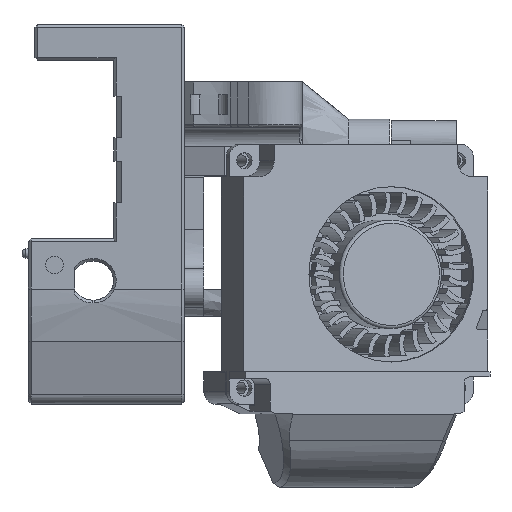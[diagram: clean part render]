
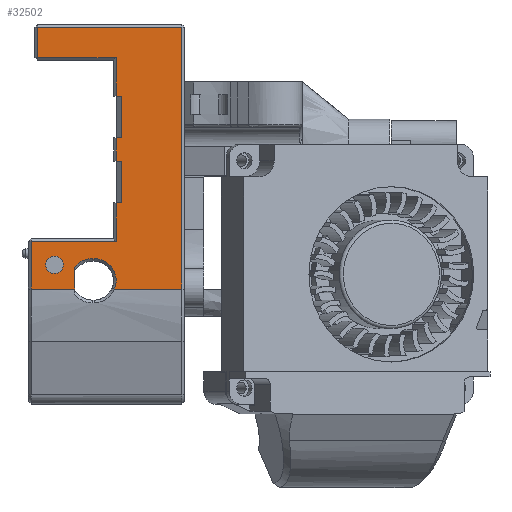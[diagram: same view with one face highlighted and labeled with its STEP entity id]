
A CAD part, left-side view. The second image highlights one B-rep face of the part: STEP entity #32502.
In plain terms, the highlighted planar face has unit normal (-1, 0, 0).
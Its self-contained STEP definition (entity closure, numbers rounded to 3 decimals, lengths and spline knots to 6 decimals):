
#609=CIRCLE('',#33897,0.0034);
#611=CIRCLE('',#33901,0.0034);
#740=CIRCLE('',#34214,0.00135);
#2125=PLANE('',#34599);
#5745=ORIENTED_EDGE('',*,*,#13181,.F.);
#5746=ORIENTED_EDGE('',*,*,#13146,.T.);
#5747=ORIENTED_EDGE('',*,*,#13143,.T.);
#5748=ORIENTED_EDGE('',*,*,#13140,.T.);
#5749=ORIENTED_EDGE('',*,*,#13137,.T.);
#5750=ORIENTED_EDGE('',*,*,#14362,.F.);
#5751=ORIENTED_EDGE('',*,*,#13639,.F.);
#5752=ORIENTED_EDGE('',*,*,#13637,.F.);
#5753=ORIENTED_EDGE('',*,*,#13678,.F.);
#5754=ORIENTED_EDGE('',*,*,#13626,.F.);
#5755=ORIENTED_EDGE('',*,*,#13621,.F.);
#5756=ORIENTED_EDGE('',*,*,#13843,.T.);
#5757=ORIENTED_EDGE('',*,*,#14211,.T.);
#5758=ORIENTED_EDGE('',*,*,#13439,.T.);
#5759=ORIENTED_EDGE('',*,*,#13435,.F.);
#5760=ORIENTED_EDGE('',*,*,#13877,.T.);
#5761=ORIENTED_EDGE('',*,*,#14209,.T.);
#5762=ORIENTED_EDGE('',*,*,#13401,.T.);
#5763=ORIENTED_EDGE('',*,*,#13550,.F.);
#5764=ORIENTED_EDGE('',*,*,#13547,.F.);
#5765=ORIENTED_EDGE('',*,*,#13525,.F.);
#5766=ORIENTED_EDGE('',*,*,#14361,.F.);
#5767=ORIENTED_EDGE('',*,*,#13781,.T.);
#13137=EDGE_CURVE('',#18050,#18049,#609,.T.);
#13140=EDGE_CURVE('',#18052,#18050,#21305,.T.);
#13143=EDGE_CURVE('',#18054,#18052,#611,.T.);
#13146=EDGE_CURVE('',#18057,#18054,#21309,.T.);
#13181=EDGE_CURVE('',#18057,#18077,#21334,.T.);
#13401=EDGE_CURVE('',#18259,#18258,#21485,.T.);
#13435=EDGE_CURVE('',#18292,#18289,#21518,.T.);
#13439=EDGE_CURVE('',#18295,#18289,#21522,.T.);
#13525=EDGE_CURVE('',#18369,#18365,#21606,.T.);
#13547=EDGE_CURVE('',#18365,#18379,#21624,.T.);
#13550=EDGE_CURVE('',#18379,#18258,#21627,.T.);
#13621=EDGE_CURVE('',#18439,#18440,#21686,.T.);
#13626=EDGE_CURVE('',#18440,#18442,#21691,.T.);
#13637=EDGE_CURVE('',#18138,#18139,#21702,.T.);
#13639=EDGE_CURVE('',#18139,#18447,#21704,.T.);
#13678=EDGE_CURVE('',#18442,#18138,#21738,.T.);
#13781=EDGE_CURVE('',#18518,#18518,#740,.T.);
#13843=EDGE_CURVE('',#18439,#18578,#21862,.T.);
#13877=EDGE_CURVE('',#18292,#18610,#21893,.T.);
#14209=EDGE_CURVE('',#18610,#18259,#22122,.T.);
#14211=EDGE_CURVE('',#18578,#18295,#22124,.T.);
#14361=EDGE_CURVE('',#18077,#18369,#22268,.T.);
#14362=EDGE_CURVE('',#18447,#18049,#22269,.T.);
#18049=VERTEX_POINT('',#45961);
#18050=VERTEX_POINT('',#45973);
#18052=VERTEX_POINT('',#45979);
#18054=VERTEX_POINT('',#45985);
#18057=VERTEX_POINT('',#45992);
#18077=VERTEX_POINT('',#46071);
#18138=VERTEX_POINT('',#46232);
#18139=VERTEX_POINT('',#46236);
#18258=VERTEX_POINT('',#46526);
#18259=VERTEX_POINT('',#46528);
#18289=VERTEX_POINT('',#46590);
#18292=VERTEX_POINT('',#46595);
#18295=VERTEX_POINT('',#46605);
#18365=VERTEX_POINT('',#46757);
#18369=VERTEX_POINT('',#46774);
#18379=VERTEX_POINT('',#46819);
#18439=VERTEX_POINT('',#46970);
#18440=VERTEX_POINT('',#46972);
#18442=VERTEX_POINT('',#46978);
#18447=VERTEX_POINT('',#47004);
#18518=VERTEX_POINT('',#47447);
#18578=VERTEX_POINT('',#47569);
#18610=VERTEX_POINT('',#47637);
#21305=LINE('',#45982,#24637);
#21309=LINE('',#45994,#24641);
#21334=LINE('',#46070,#24666);
#21485=LINE('',#46527,#24817);
#21518=LINE('',#46596,#24850);
#21522=LINE('',#46604,#24854);
#21606=LINE('',#46775,#24938);
#21624=LINE('',#46818,#24956);
#21627=LINE('',#46824,#24959);
#21686=LINE('',#46971,#25018);
#21691=LINE('',#46981,#25023);
#21702=LINE('',#47001,#25034);
#21704=LINE('',#47005,#25036);
#21738=LINE('',#47087,#25070);
#21862=LINE('',#47570,#25194);
#21893=LINE('',#47638,#25225);
#22122=LINE('',#48321,#25454);
#22124=LINE('',#48324,#25456);
#22268=LINE('',#48639,#25600);
#22269=LINE('',#48640,#25601);
#24637=VECTOR('',#36799,1.);
#24641=VECTOR('',#36811,1.);
#24666=VECTOR('',#36884,1.);
#24817=VECTOR('',#37259,1.);
#24850=VECTOR('',#37296,1.);
#24854=VECTOR('',#37304,1.);
#24938=VECTOR('',#37412,1.);
#24956=VECTOR('',#37462,1.);
#24959=VECTOR('',#37469,1.);
#25018=VECTOR('',#37560,1.);
#25023=VECTOR('',#37569,1.);
#25034=VECTOR('',#37590,1.);
#25036=VECTOR('',#37594,1.);
#25070=VECTOR('',#37688,1.);
#25194=VECTOR('',#37996,1.);
#25225=VECTOR('',#38037,1.);
#25454=VECTOR('',#38732,1.);
#25456=VECTOR('',#38736,1.);
#25600=VECTOR('',#39162,1.);
#25601=VECTOR('',#39163,1.);
#28493=EDGE_LOOP('',(#5745,#5746,#5747,#5748,#5749,#5750,#5751,#5752,#5753,
#5754,#5755,#5756,#5757,#5758,#5759,#5760,#5761,#5762,#5763,#5764,#5765,
#5766));
#28494=EDGE_LOOP('',(#5767));
#30485=FACE_BOUND('',#28493,.T.);
#30486=FACE_BOUND('',#28494,.T.);
#32502=ADVANCED_FACE('',(#30485,#30486),#2125,.F.);
#33897=AXIS2_PLACEMENT_3D('',#45976,#36793,#36794);
#33901=AXIS2_PLACEMENT_3D('',#45988,#36805,#36806);
#34214=AXIS2_PLACEMENT_3D('',#47446,#37928,#37929);
#34599=AXIS2_PLACEMENT_3D('',#48641,#39164,#39165);
#36793=DIRECTION('',(1.,0.,0.));
#36794=DIRECTION('',(0.,0.,-1.));
#36799=DIRECTION('',(0.,-1.,0.));
#36805=DIRECTION('',(1.,0.,0.));
#36806=DIRECTION('',(0.,0.,-1.));
#36811=DIRECTION('',(0.,-0.707,0.707));
#36884=DIRECTION('',(0.,0.,-1.));
#37259=DIRECTION('',(0.,1.,0.));
#37296=DIRECTION('',(0.,0.,1.));
#37304=DIRECTION('',(0.,1.,0.));
#37412=DIRECTION('',(0.,0.,1.));
#37462=DIRECTION('',(0.,-1.,0.));
#37469=DIRECTION('',(0.,0.,1.));
#37560=DIRECTION('',(0.,0.,1.));
#37569=DIRECTION('',(0.,1.,0.));
#37590=DIRECTION('',(0.,-1.,0.));
#37594=DIRECTION('',(0.,0.,-1.));
#37688=DIRECTION('',(0.,0.,1.));
#37928=DIRECTION('',(1.,0.,0.));
#37929=DIRECTION('',(0.,-1.,0.));
#37996=DIRECTION('',(0.,-1.,0.));
#38037=DIRECTION('',(0.,-1.,0.));
#38732=DIRECTION('',(0.,0.,-1.));
#38736=DIRECTION('',(0.,0.,-1.));
#39162=DIRECTION('',(0.,1.,0.));
#39163=DIRECTION('',(0.,1.,0.));
#39164=DIRECTION('',(1.,0.,0.));
#39165=DIRECTION('',(0.,1.,0.));
#45961=CARTESIAN_POINT('',(0.105099,0.159913,0.090218));
#45973=CARTESIAN_POINT('',(0.105099,0.163058,0.094909));
#45976=CARTESIAN_POINT('',(0.105099,0.163058,0.091509));
#45979=CARTESIAN_POINT('',(0.105099,0.163315,0.094909));
#45982=CARTESIAN_POINT('',(0.105099,0.163058,0.094909));
#45985=CARTESIAN_POINT('',(0.105099,0.16572,0.093913));
#45988=CARTESIAN_POINT('',(0.105099,0.163315,0.091509));
#45992=CARTESIAN_POINT('',(0.105099,0.166058,0.093574));
#45994=CARTESIAN_POINT('',(0.105099,0.16572,0.093913));
#46070=CARTESIAN_POINT('',(0.105099,0.166058,0.088509));
#46071=CARTESIAN_POINT('',(0.105099,0.166058,0.090218));
#46232=CARTESIAN_POINT('',(0.105099,0.17175,0.13055));
#46236=CARTESIAN_POINT('',(0.105099,0.14955,0.13055));
#46526=CARTESIAN_POINT('',(0.105099,0.159658,0.1035));
#46527=CARTESIAN_POINT('',(0.105099,0.160604,0.1035));
#46528=CARTESIAN_POINT('',(0.105099,0.158858,0.1035));
#46590=CARTESIAN_POINT('',(0.105099,0.159658,0.1135));
#46595=CARTESIAN_POINT('',(0.105099,0.159658,0.1099));
#46596=CARTESIAN_POINT('',(0.105099,0.159658,0.117101));
#46604=CARTESIAN_POINT('',(0.105099,0.160604,0.1135));
#46605=CARTESIAN_POINT('',(0.105099,0.158858,0.1135));
#46757=CARTESIAN_POINT('',(0.105099,0.17275,0.09755));
#46774=CARTESIAN_POINT('',(0.105099,0.17275,0.090218));
#46775=CARTESIAN_POINT('',(0.105099,0.17275,0.102851));
#46818=CARTESIAN_POINT('',(0.105099,0.160604,0.09755));
#46819=CARTESIAN_POINT('',(0.105099,0.159658,0.09755));
#46824=CARTESIAN_POINT('',(0.105099,0.159658,0.117101));
#46970=CARTESIAN_POINT('',(0.105099,0.159658,0.1199));
#46971=CARTESIAN_POINT('',(0.105099,0.159658,0.117101));
#46972=CARTESIAN_POINT('',(0.105099,0.159658,0.12585));
#46978=CARTESIAN_POINT('',(0.105099,0.17175,0.12585));
#46981=CARTESIAN_POINT('',(0.105099,0.16615,0.12585));
#47001=CARTESIAN_POINT('',(0.105099,0.1554,0.13055));
#47004=CARTESIAN_POINT('',(0.105099,0.14955,0.090218));
#47005=CARTESIAN_POINT('',(0.105099,0.14955,0.110384));
#47087=CARTESIAN_POINT('',(0.105099,0.17175,0.119601));
#47446=CARTESIAN_POINT('',(0.105099,0.16915,0.09395));
#47447=CARTESIAN_POINT('',(0.105099,0.1678,0.09395));
#47569=CARTESIAN_POINT('',(0.105099,0.158858,0.1199));
#47570=CARTESIAN_POINT('',(0.105099,0.160604,0.1199));
#47637=CARTESIAN_POINT('',(0.105099,0.158858,0.1099));
#47638=CARTESIAN_POINT('',(0.105099,0.160604,0.1099));
#48321=CARTESIAN_POINT('',(0.105099,0.158858,0.108751));
#48324=CARTESIAN_POINT('',(0.105099,0.158858,0.108751));
#48639=CARTESIAN_POINT('',(0.105099,0.15515,0.090218));
#48640=CARTESIAN_POINT('',(0.105099,0.15515,0.090218));
#48641=CARTESIAN_POINT('',(0.105099,0.16115,0.108751));
